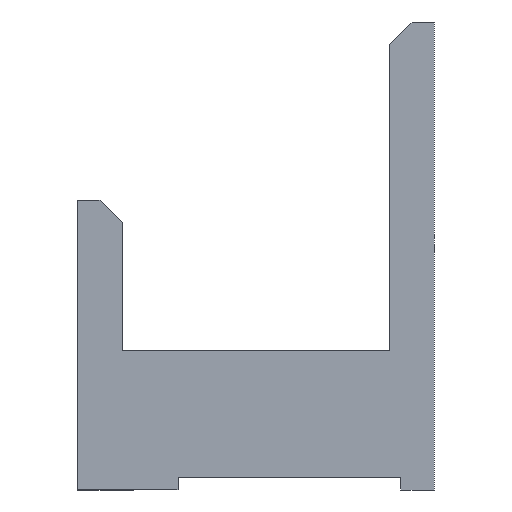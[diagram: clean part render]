
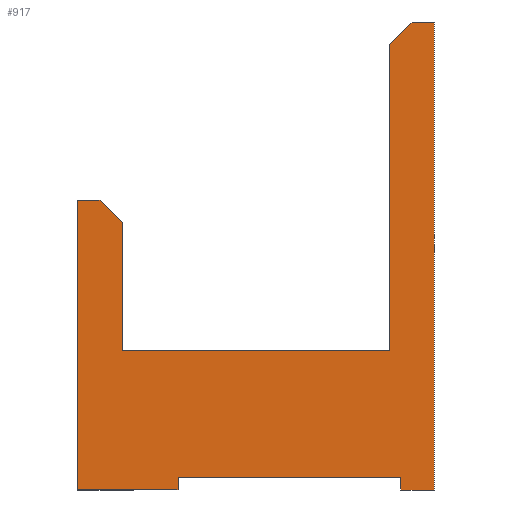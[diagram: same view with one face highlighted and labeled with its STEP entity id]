
A CAD part, left-side view. The second image highlights one B-rep face of the part: STEP entity #917.
In plain terms, the highlighted planar face has unit normal (-1, 0, 0).
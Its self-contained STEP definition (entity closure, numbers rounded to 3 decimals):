
#1 = CARTESIAN_POINT ( 'NONE',  ( -0.613, 2.8, 1.14 ) ) ;
#8 = CARTESIAN_POINT ( 'NONE',  ( -0.613, 3.2, 4.09 ) ) ;
#12 = VERTEX_POINT ( 'NONE', #1035 ) ;
#13 = CARTESIAN_POINT ( 'NONE',  ( -0.613, 2.3, 0. ) ) ;
#14 = DIRECTION ( 'NONE',  ( 0., 0., -1. ) ) ;
#17 = DIRECTION ( 'NONE',  ( 0., -1., 0. ) ) ;
#23 = EDGE_CURVE ( 'NONE', #618, #1184, #622, .T. ) ;
#34 = ORIENTED_EDGE ( 'NONE', *, *, #23, .T. ) ;
#36 = VECTOR ( 'NONE', #14, 1000. ) ;
#44 = DIRECTION ( 'NONE',  ( 0., 0., 1. ) ) ;
#64 = ORIENTED_EDGE ( 'NONE', *, *, #537, .F. ) ;
#66 = EDGE_CURVE ( 'NONE', #1071, #915, #946, .T. ) ;
#69 = EDGE_CURVE ( 'NONE', #251, #634, #1262, .T. ) ;
#102 = VERTEX_POINT ( 'NONE', #835 ) ;
#112 = VERTEX_POINT ( 'NONE', #562 ) ;
#133 = LINE ( 'NONE', #951, #418 ) ;
#143 = CARTESIAN_POINT ( 'NONE',  ( -0.613, 0.4, 1.14 ) ) ;
#144 = DIRECTION ( 'NONE',  ( 0., 0., 1. ) ) ;
#165 = DIRECTION ( 'NONE',  ( 0., -1., 0. ) ) ;
#180 = CARTESIAN_POINT ( 'NONE',  ( -0.613, 0., 4.09 ) ) ;
#217 = LINE ( 'NONE', #641, #36 ) ;
#222 = LINE ( 'NONE', #143, #943 ) ;
#223 = EDGE_CURVE ( 'NONE', #1071, #102, #658, .T. ) ;
#238 = ORIENTED_EDGE ( 'NONE', *, *, #1300, .F. ) ;
#239 = CARTESIAN_POINT ( 'NONE',  ( -0.613, 0.4, 3.89 ) ) ;
#251 = VERTEX_POINT ( 'NONE', #797 ) ;
#256 = EDGE_CURVE ( 'NONE', #1184, #12, #1212, .T. ) ;
#265 = DIRECTION ( 'NONE',  ( 1., 0., 0. ) ) ;
#266 = CARTESIAN_POINT ( 'NONE',  ( -0.613, 3.2, 2.49 ) ) ;
#298 = DIRECTION ( 'NONE',  ( 0., 0.707, -0.707 ) ) ;
#308 = VECTOR ( 'NONE', #638, 1000. ) ;
#315 = CARTESIAN_POINT ( 'NONE',  ( -0.613, 3.2, -0.11 ) ) ;
#342 = CARTESIAN_POINT ( 'NONE',  ( -0.613, 0., -0.11 ) ) ;
#365 = CARTESIAN_POINT ( 'NONE',  ( -0.613, 3.2, -0.11 ) ) ;
#392 = CARTESIAN_POINT ( 'NONE',  ( -0.613, 0., 4.09 ) ) ;
#397 = VECTOR ( 'NONE', #1157, 1000. ) ;
#418 = VECTOR ( 'NONE', #1052, 1000. ) ;
#422 = DIRECTION ( 'NONE',  ( 0., 1., 0. ) ) ;
#428 = ORIENTED_EDGE ( 'NONE', *, *, #1318, .T. ) ;
#481 = ORIENTED_EDGE ( 'NONE', *, *, #69, .T. ) ;
#524 = ORIENTED_EDGE ( 'NONE', *, *, #1278, .F. ) ;
#537 = EDGE_CURVE ( 'NONE', #668, #1218, #706, .T. ) ;
#548 = VECTOR ( 'NONE', #17, 1000. ) ;
#551 = VECTOR ( 'NONE', #811, 1000. ) ;
#562 = CARTESIAN_POINT ( 'NONE',  ( -0.613, 2.3, 0. ) ) ;
#583 = CARTESIAN_POINT ( 'NONE',  ( -0.613, 3.2, -0.11 ) ) ;
#609 = ORIENTED_EDGE ( 'NONE', *, *, #993, .F. ) ;
#611 = ORIENTED_EDGE ( 'NONE', *, *, #1223, .T. ) ;
#618 = VERTEX_POINT ( 'NONE', #266 ) ;
#622 = LINE ( 'NONE', #8, #308 ) ;
#633 = EDGE_CURVE ( 'NONE', #1337, #634, #222, .T. ) ;
#634 = VERTEX_POINT ( 'NONE', #239 ) ;
#638 = DIRECTION ( 'NONE',  ( 0., 0., -1. ) ) ;
#641 = CARTESIAN_POINT ( 'NONE',  ( -0.613, 2.8, 1.14 ) ) ;
#647 = ORIENTED_EDGE ( 'NONE', *, *, #256, .T. ) ;
#648 = CARTESIAN_POINT ( 'NONE',  ( -0.613, 1.5, 1.14 ) ) ;
#658 = LINE ( 'NONE', #1070, #805 ) ;
#667 = EDGE_CURVE ( 'NONE', #618, #668, #758, .T. ) ;
#668 = VERTEX_POINT ( 'NONE', #1203 ) ;
#706 = LINE ( 'NONE', #1336, #1053 ) ;
#734 = VERTEX_POINT ( 'NONE', #180 ) ;
#741 = CARTESIAN_POINT ( 'NONE',  ( -0.613, 0., 4.09 ) ) ;
#750 = CARTESIAN_POINT ( 'NONE',  ( -0.613, 0.4, 1.14 ) ) ;
#758 = LINE ( 'NONE', #1284, #808 ) ;
#778 = PLANE ( 'NONE',  #893 ) ;
#785 = VECTOR ( 'NONE', #422, 1000. ) ;
#794 = ORIENTED_EDGE ( 'NONE', *, *, #66, .T. ) ;
#797 = CARTESIAN_POINT ( 'NONE',  ( -0.613, 0.2, 4.09 ) ) ;
#801 = VERTEX_POINT ( 'NONE', #1 ) ;
#805 = VECTOR ( 'NONE', #144, 1000. ) ;
#808 = VECTOR ( 'NONE', #1182, 1000. ) ;
#811 = DIRECTION ( 'NONE',  ( 0., 1., 0. ) ) ;
#835 = CARTESIAN_POINT ( 'NONE',  ( -0.613, 0.3, 0. ) ) ;
#872 = VECTOR ( 'NONE', #298, 1000. ) ;
#890 = CARTESIAN_POINT ( 'NONE',  ( -0.613, 0.3, -0.11 ) ) ;
#892 = VECTOR ( 'NONE', #165, 1000. ) ;
#893 = AXIS2_PLACEMENT_3D ( 'NONE', #1202, #265, #1196 ) ;
#912 = CARTESIAN_POINT ( 'NONE',  ( -0.613, 2.8, 2.29 ) ) ;
#915 = VERTEX_POINT ( 'NONE', #342 ) ;
#917 = ADVANCED_FACE ( 'NONE', ( #1299 ), #778, .F. ) ;
#942 = LINE ( 'NONE', #741, #1274 ) ;
#943 = VECTOR ( 'NONE', #44, 1000. ) ;
#946 = LINE ( 'NONE', #315, #548 ) ;
#951 = CARTESIAN_POINT ( 'NONE',  ( -0.613, 2.3, -0.11 ) ) ;
#958 = LINE ( 'NONE', #13, #397 ) ;
#977 = ORIENTED_EDGE ( 'NONE', *, *, #633, .F. ) ;
#993 = EDGE_CURVE ( 'NONE', #102, #112, #958, .T. ) ;
#1011 = LINE ( 'NONE', #392, #551 ) ;
#1024 = DIRECTION ( 'NONE',  ( 0., -0.707, -0.707 ) ) ;
#1035 = CARTESIAN_POINT ( 'NONE',  ( -0.613, 2.3, -0.11 ) ) ;
#1038 = LINE ( 'NONE', #648, #785 ) ;
#1041 = CARTESIAN_POINT ( 'NONE',  ( -0.613, 0.2, 4.09 ) ) ;
#1048 = ORIENTED_EDGE ( 'NONE', *, *, #223, .F. ) ;
#1052 = DIRECTION ( 'NONE',  ( 0., 0., -1. ) ) ;
#1053 = VECTOR ( 'NONE', #1024, 1000. ) ;
#1060 = DIRECTION ( 'NONE',  ( 0., 0., -1. ) ) ;
#1061 = ORIENTED_EDGE ( 'NONE', *, *, #1263, .F. ) ;
#1070 = CARTESIAN_POINT ( 'NONE',  ( -0.613, 0.3, -0.11 ) ) ;
#1071 = VERTEX_POINT ( 'NONE', #890 ) ;
#1074 = EDGE_LOOP ( 'NONE', ( #794, #1061, #611, #481, #977, #428, #524, #64, #1258, #34, #647, #238, #609, #1048 ) ) ;
#1157 = DIRECTION ( 'NONE',  ( 0., 1., 0. ) ) ;
#1182 = DIRECTION ( 'NONE',  ( 0., -1., 0. ) ) ;
#1184 = VERTEX_POINT ( 'NONE', #583 ) ;
#1196 = DIRECTION ( 'NONE',  ( 0., 0., -1. ) ) ;
#1202 = CARTESIAN_POINT ( 'NONE',  ( -0.613, 3.2, 4.09 ) ) ;
#1203 = CARTESIAN_POINT ( 'NONE',  ( -0.613, 3., 2.49 ) ) ;
#1212 = LINE ( 'NONE', #365, #892 ) ;
#1218 = VERTEX_POINT ( 'NONE', #912 ) ;
#1223 = EDGE_CURVE ( 'NONE', #734, #251, #1011, .T. ) ;
#1258 = ORIENTED_EDGE ( 'NONE', *, *, #667, .F. ) ;
#1262 = LINE ( 'NONE', #1041, #872 ) ;
#1263 = EDGE_CURVE ( 'NONE', #734, #915, #942, .T. ) ;
#1274 = VECTOR ( 'NONE', #1060, 1000. ) ;
#1278 = EDGE_CURVE ( 'NONE', #1218, #801, #217, .T. ) ;
#1284 = CARTESIAN_POINT ( 'NONE',  ( -0.613, -0.201, 2.49 ) ) ;
#1299 = FACE_OUTER_BOUND ( 'NONE', #1074, .T. ) ;
#1300 = EDGE_CURVE ( 'NONE', #112, #12, #133, .T. ) ;
#1318 = EDGE_CURVE ( 'NONE', #1337, #801, #1038, .T. ) ;
#1336 = CARTESIAN_POINT ( 'NONE',  ( -0.613, 3., 2.49 ) ) ;
#1337 = VERTEX_POINT ( 'NONE', #750 ) ;
